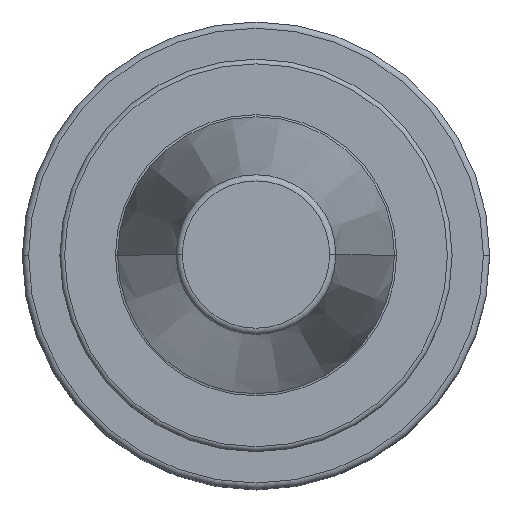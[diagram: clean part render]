
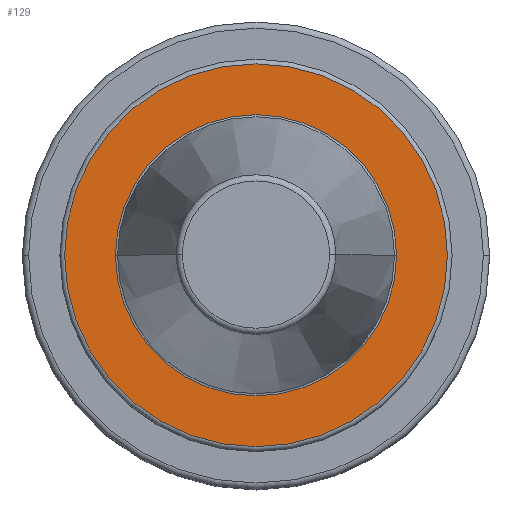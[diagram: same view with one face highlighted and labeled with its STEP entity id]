
A CAD part, top view. The second image highlights one B-rep face of the part: STEP entity #129.
In plain terms, the highlighted planar face has unit normal (0, 0, 1).
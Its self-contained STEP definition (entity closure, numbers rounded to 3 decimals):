
#37=PLANE('',#696);
#45=FACE_BOUND('',#226,.T.);
#46=FACE_BOUND('',#227,.T.);
#129=ADVANCED_FACE('',(#45,#46),#37,.F.);
#226=EDGE_LOOP('',(#346));
#227=EDGE_LOOP('',(#347,#348));
#346=ORIENTED_EDGE('',*,*,#513,.T.);
#347=ORIENTED_EDGE('',*,*,#450,.T.);
#348=ORIENTED_EDGE('',*,*,#448,.T.);
#401=VERTEX_POINT('',#958);
#404=VERTEX_POINT('',#963);
#444=VERTEX_POINT('',#1092);
#448=EDGE_CURVE('',#401,#404,#527,.T.);
#450=EDGE_CURVE('',#404,#401,#529,.T.);
#513=EDGE_CURVE('',#444,#444,#574,.T.);
#527=CIRCLE('',#621,22.563);
#529=CIRCLE('',#624,22.563);
#574=CIRCLE('',#692,30.725);
#621=AXIS2_PLACEMENT_3D('',#964,#734,#735);
#624=AXIS2_PLACEMENT_3D('',#967,#740,#741);
#692=AXIS2_PLACEMENT_3D('',#1093,#894,#895);
#696=AXIS2_PLACEMENT_3D('',#1097,#902,#903);
#734=DIRECTION('',(0.,0.,-1.));
#735=DIRECTION('',(-1.,0.,0.));
#740=DIRECTION('',(0.,0.,-1.));
#741=DIRECTION('',(-1.,0.,0.));
#894=DIRECTION('',(0.,0.,1.));
#895=DIRECTION('',(-1.,0.,0.));
#902=DIRECTION('',(0.,0.,-1.));
#903=DIRECTION('',(1.,0.,0.));
#958=CARTESIAN_POINT('',(-22.563,0.,-2.));
#963=CARTESIAN_POINT('',(22.563,0.,-2.));
#964=CARTESIAN_POINT('',(0.,0.,-2.));
#967=CARTESIAN_POINT('',(0.,0.,-2.));
#1092=CARTESIAN_POINT('',(-30.725,0.,-2.));
#1093=CARTESIAN_POINT('',(0.,0.,-2.));
#1097=CARTESIAN_POINT('',(0.,31.475,-2.));
